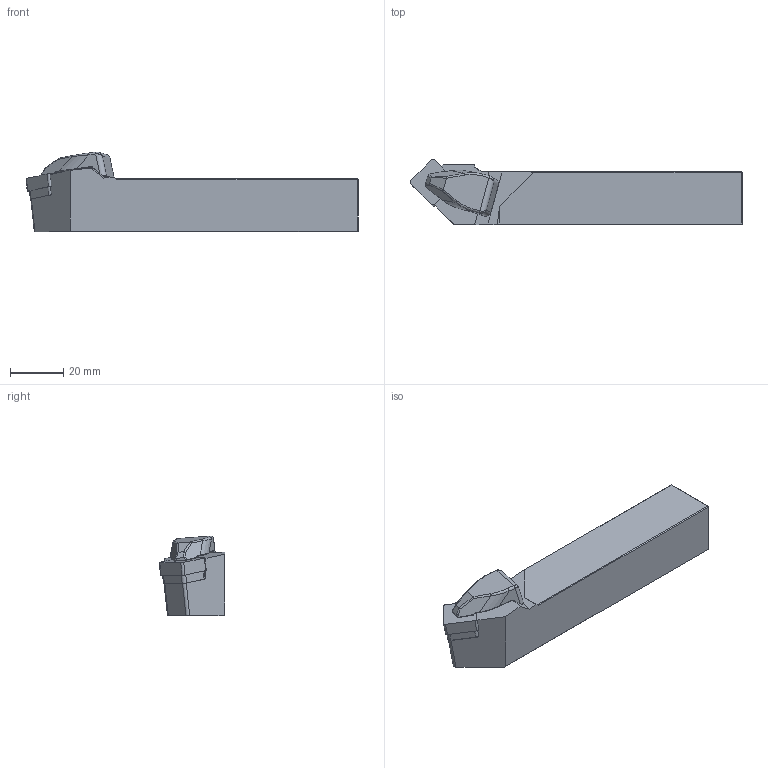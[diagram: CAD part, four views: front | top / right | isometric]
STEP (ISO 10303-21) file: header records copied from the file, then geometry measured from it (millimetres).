
FILE_DESCRIPTION(/* description */ (''),/* implementation_level */ '2;1');
FILE_NAME(/* name */ 'TSSNL-2020-K12.stp',/* time_stamp */ '2023-10-16T09:21:46+03:00',/* author */ (''),/* organization */ (''),/* preprocessor_version */ 'ST-DEVELOPER v19.4',/* originating_system */ 'SIEMENS PLM Software NX2306.3001',/* authorisation */ '');
FILE_SCHEMA (('AUTOMOTIVE_DESIGN { 1 0 10303 214 3 1 1 1 }'));
Length unit declared in the file: millimetre
Products named in the file (1): TSSNR-2020-K12
Bounding box: 124.67 x 24.67 x 30.03 mm (x, y, z)
Volume: 49958.8 mm3; surface area: 11764.5 mm2
Topology: 2 solids, 2 shells, 131 faces, 325 edges, 197 vertices
Faces by surface type: plane 63, cylinder 47, bspline 17, torus 2, sphere 2
Full cylindrical faces by diameter (mm): 4.4 x1, 6.4 x1
Entity records: 4234 total; most frequent: CARTESIAN_POINT 1140, DIRECTION 648, ORIENTED_EDGE 636, EDGE_CURVE 318, AXIS2_PLACEMENT_3D 227, VERTEX_POINT 197, LINE 194, VECTOR 194
